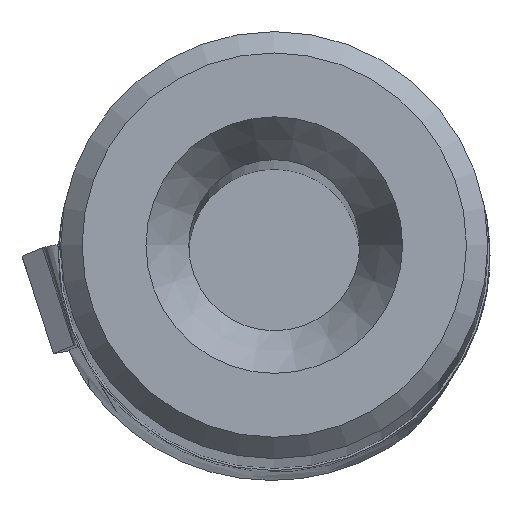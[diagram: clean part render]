
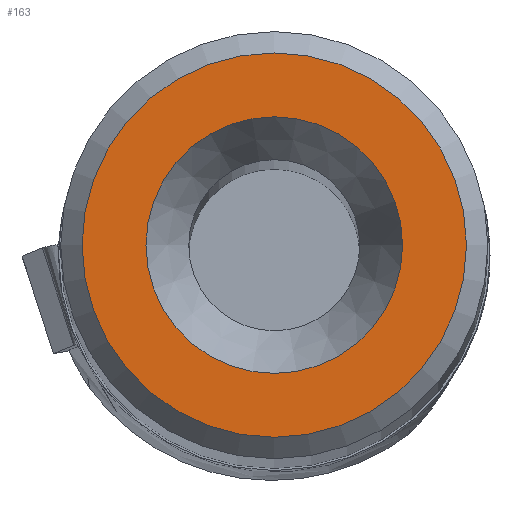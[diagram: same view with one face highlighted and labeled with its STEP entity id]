
A CAD part, top view. The second image highlights one B-rep face of the part: STEP entity #163.
In plain terms, the highlighted planar face has unit normal (0, 0, 1).
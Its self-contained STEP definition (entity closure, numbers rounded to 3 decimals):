
#163=ADVANCED_FACE('',(#287,#288),#193,.T.);
#193=PLANE('',#801);
#287=FACE_BOUND('',#333,.T.);
#288=FACE_BOUND('',#334,.T.);
#333=EDGE_LOOP('',(#448));
#334=EDGE_LOOP('',(#449));
#448=ORIENTED_EDGE('',*,*,#627,.F.);
#449=ORIENTED_EDGE('',*,*,#628,.T.);
#559=VERTEX_POINT('',#1247);
#560=VERTEX_POINT('',#1249);
#627=EDGE_CURVE('',#559,#559,#672,.T.);
#628=EDGE_CURVE('',#560,#560,#673,.T.);
#672=CIRCLE('',#799,3.);
#673=CIRCLE('',#800,4.494);
#799=AXIS2_PLACEMENT_3D('',#1246,#953,#954);
#800=AXIS2_PLACEMENT_3D('',#1248,#955,#956);
#801=AXIS2_PLACEMENT_3D('',#1250,#957,#958);
#953=DIRECTION('',(0.,0.,1.));
#954=DIRECTION('',(1.,0.,0.));
#955=DIRECTION('',(0.,0.,1.));
#956=DIRECTION('',(1.,0.,0.));
#957=DIRECTION('',(0.,0.,1.));
#958=DIRECTION('',(1.,0.,0.));
#1246=CARTESIAN_POINT('',(0.,0.,0.));
#1247=CARTESIAN_POINT('',(3.,0.,0.));
#1248=CARTESIAN_POINT('',(0.,0.,0.));
#1249=CARTESIAN_POINT('',(4.494,0.,0.));
#1250=CARTESIAN_POINT('',(0.,0.,0.));
